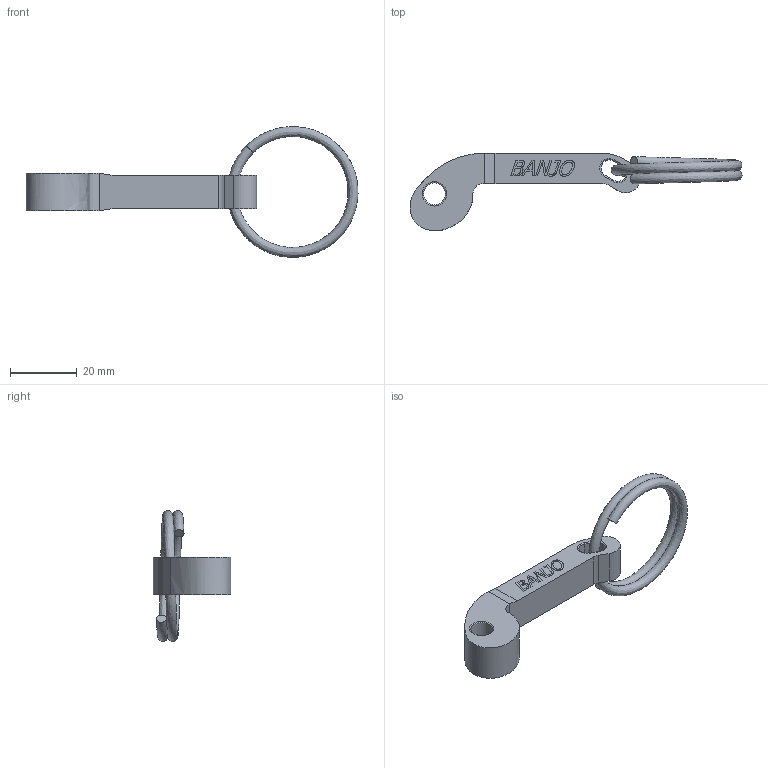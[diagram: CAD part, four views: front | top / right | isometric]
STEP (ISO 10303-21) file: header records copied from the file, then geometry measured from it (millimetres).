
FILE_DESCRIPTION(/* description */ ('1 1/2" & 2" CAM ARM'),/* implementation_level */ '2;1');
FILE_NAME(/* name */ '150(200)K.stp',/* time_stamp */ '2016-12-05T12:04:49-05:00',/* author */ ('mclevenger'),/* organization */ (''),/* preprocessor_version */ 'ST-DEVELOPER v16.5',/* originating_system */ 'Autodesk Inventor 2017',/* authorisation */ '');
FILE_SCHEMA (('AUTOMOTIVE_DESIGN { 1 0 10303 214 3 1 1 }'));
Length unit declared in the file: inch
Products named in the file (3): 150(200)K; 150(200)XK; 150RING
Assembly tree (2 placements, depth 2):
  150(200)K
    150(200)XK
    150RING
Bounding box: 99.38 x 23.25 x 39.11 mm (x, y, z)
Volume: 8784.5 mm3; surface area: 5451.8 mm2
Topology: 2 solids, 2 shells, 192 faces, 502 edges, 332 vertices
Faces by surface type: plane 109, bspline 69, cylinder 8, cone 6
Full cylindrical faces by diameter (mm): 6.553 x1
Entity records: 6821 total; most frequent: CARTESIAN_POINT 2459, ORIENTED_EDGE 998, DIRECTION 642, EDGE_CURVE 499, LINE 338, VECTOR 338, VERTEX_POINT 332, EDGE_LOOP 217
